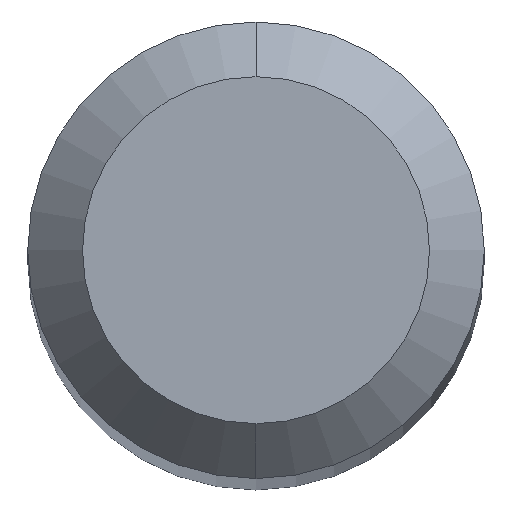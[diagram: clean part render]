
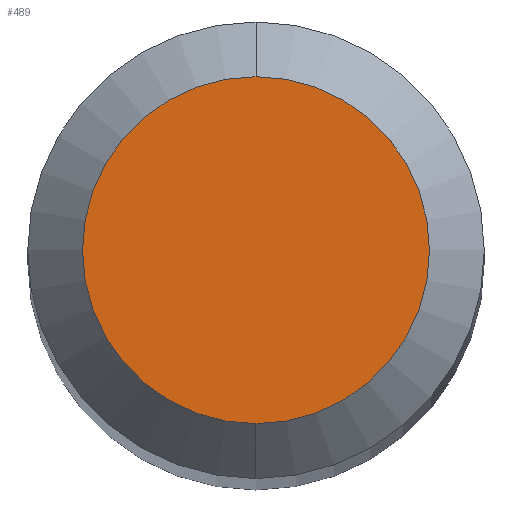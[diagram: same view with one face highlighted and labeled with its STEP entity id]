
A CAD part, top view. The second image highlights one B-rep face of the part: STEP entity #489.
In plain terms, the highlighted planar face has unit normal (0, 0, 1).
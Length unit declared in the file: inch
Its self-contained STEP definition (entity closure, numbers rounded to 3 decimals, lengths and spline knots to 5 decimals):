
#4 = CARTESIAN_POINT ( 'NONE',  ( 0., 0.0475, 0. ) ) ;
#40 = ORIENTED_EDGE ( 'NONE', *, *, #87, .T. ) ;
#78 = DIRECTION ( 'NONE',  ( 0., 0., 1. ) ) ;
#87 = EDGE_CURVE ( 'NONE', #376, #244, #91, .T. ) ;
#91 = CIRCLE ( 'NONE', #391, 0.0475 ) ;
#119 = DIRECTION ( 'NONE',  ( 0., -1., 0. ) ) ;
#130 = CIRCLE ( 'NONE', #336, 0.0475 ) ;
#141 = FACE_OUTER_BOUND ( 'NONE', #436, .T. ) ;
#178 = CARTESIAN_POINT ( 'NONE',  ( 0., 0.0475, 0. ) ) ;
#241 = DIRECTION ( 'NONE',  ( 0., -1., 0. ) ) ;
#244 = VERTEX_POINT ( 'NONE', #248 ) ;
#248 = CARTESIAN_POINT ( 'NONE',  ( 0., -0.0475, 0. ) ) ;
#250 = ORIENTED_EDGE ( 'NONE', *, *, #286, .T. ) ;
#286 = EDGE_CURVE ( 'NONE', #244, #376, #130, .T. ) ;
#334 = DIRECTION ( 'NONE',  ( 0., 1., 0. ) ) ;
#336 = AXIS2_PLACEMENT_3D ( 'NONE', #413, #390, #119 ) ;
#376 = VERTEX_POINT ( 'NONE', #4 ) ;
#379 = DIRECTION ( 'NONE',  ( 0., 0., -1. ) ) ;
#387 = PLANE ( 'NONE',  #399 ) ;
#390 = DIRECTION ( 'NONE',  ( 0., 0., 1. ) ) ;
#391 = AXIS2_PLACEMENT_3D ( 'NONE', #443, #78, #241 ) ;
#399 = AXIS2_PLACEMENT_3D ( 'NONE', #178, #379, #334 ) ;
#413 = CARTESIAN_POINT ( 'NONE',  ( 0., 0., 0. ) ) ;
#436 = EDGE_LOOP ( 'NONE', ( #40, #250 ) ) ;
#443 = CARTESIAN_POINT ( 'NONE',  ( 0., 0., 0. ) ) ;
#489 = ADVANCED_FACE ( 'NONE', ( #141 ), #387, .F. ) ;
